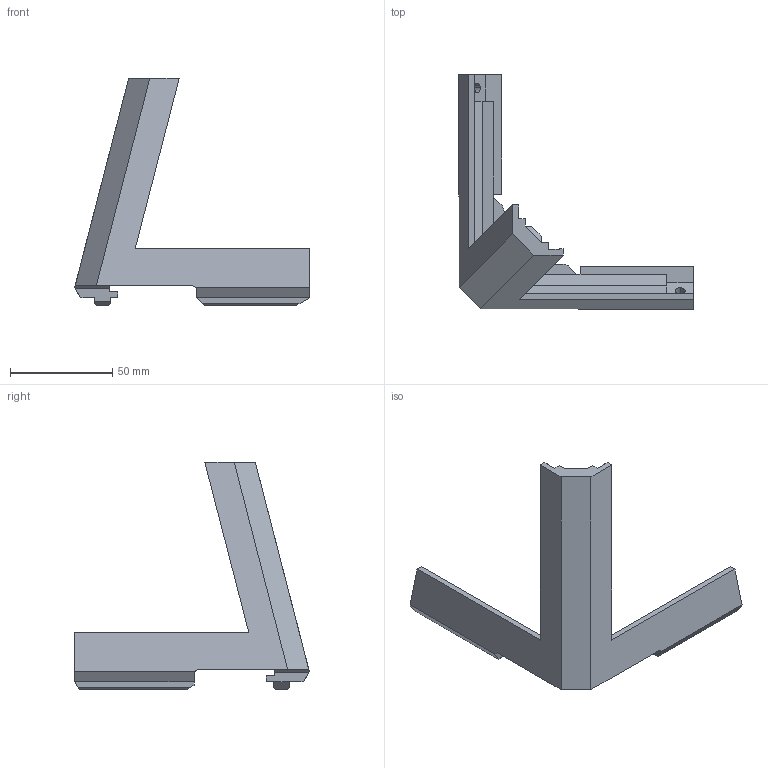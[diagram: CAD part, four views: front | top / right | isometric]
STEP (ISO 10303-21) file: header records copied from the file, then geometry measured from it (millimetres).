
FILE_DESCRIPTION (( 'STEP AP203' ), '1' );
FILE_NAME ('Btm-left-Corner.V6.20mm.STEP', '2021-07-08T14:24:08', ( '' ), ( '' ), 'SwSTEP 2.0', 'SolidWorks 2019', '' );
FILE_SCHEMA (( 'CONFIG_CONTROL_DESIGN' ));
Length unit declared in the file: millimetre
Products named in the file (1): Btm-left-Corner.V6.20mm
Bounding box: 114.56 x 114.56 x 111.15 mm (x, y, z)
Volume: 70233.3 mm3; surface area: 25709.1 mm2
Topology: 1 solids, 1 shells, 103 faces, 282 edges, 184 vertices
Faces by surface type: plane 94, cylinder 9
Entity records: 3275 total; most frequent: CARTESIAN_POINT 570, ORIENTED_EDGE 564, DIRECTION 508, EDGE_CURVE 282, LINE 264, VECTOR 264, VERTEX_POINT 184, AXIS2_PLACEMENT_3D 122
